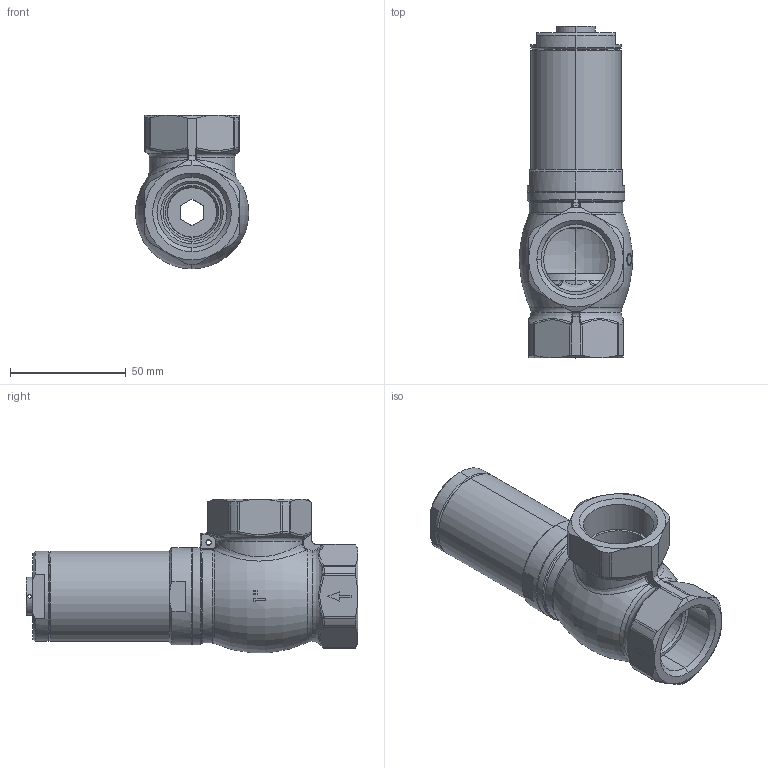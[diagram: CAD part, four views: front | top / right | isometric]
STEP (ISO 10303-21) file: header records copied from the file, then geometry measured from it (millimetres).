
FILE_DESCRIPTION (( 'STEP AP203' ), '1' );
FILE_NAME ('617 1 Dummy.STEP', '2010-11-02T07:51:18', ( 'Blankenhorn' ), ( 'Götze' ), 'SwSTEP 2.0', 'SolidWorks 2010', '' );
FILE_SCHEMA (( 'CONFIG_CONTROL_DESIGN' ));
Length unit declared in the file: millimetre
Products named in the file (1): 617 1 Dummy
Bounding box: 48.95 x 143.5 x 66.37 mm (x, y, z)
Volume: 105890.5 mm3; surface area: 49301.8 mm2
Topology: 4 solids, 4 shells, 474 faces, 1160 edges, 720 vertices
Faces by surface type: plane 141, bspline 114, cylinder 103, cone 65, torus 51
Entity records: 19546 total; most frequent: CARTESIAN_POINT 9178, ORIENTED_EDGE 2320, DIRECTION 1887, EDGE_CURVE 1160, AXIS2_PLACEMENT_3D 755, VERTEX_POINT 720, EDGE_LOOP 516, ADVANCED_FACE 474
